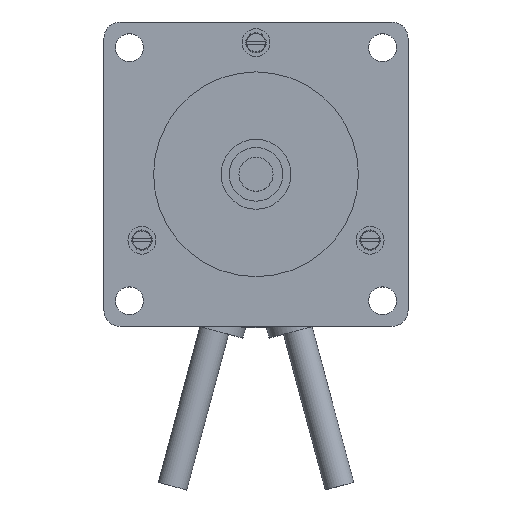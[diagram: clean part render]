
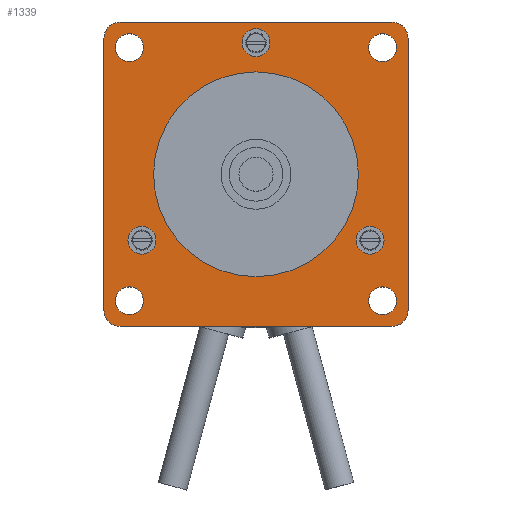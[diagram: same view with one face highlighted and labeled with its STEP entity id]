
A CAD part, top view. The second image highlights one B-rep face of the part: STEP entity #1339.
In plain terms, the highlighted planar face has unit normal (0, 0, 1).
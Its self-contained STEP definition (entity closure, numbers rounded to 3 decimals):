
#63=LINE('',#2392,#107);
#64=LINE('',#2396,#108);
#65=LINE('',#2400,#109);
#66=LINE('',#2404,#110);
#107=VECTOR('',#1936,10.);
#108=VECTOR('',#1939,10.);
#109=VECTOR('',#1942,10.);
#110=VECTOR('',#1945,10.);
#180=PLANE('',#1539);
#233=FACE_BOUND('',#472,.T.);
#234=FACE_BOUND('',#473,.T.);
#235=FACE_BOUND('',#474,.T.);
#236=FACE_BOUND('',#475,.T.);
#237=FACE_BOUND('',#476,.T.);
#238=FACE_BOUND('',#477,.T.);
#239=FACE_BOUND('',#478,.T.);
#240=FACE_BOUND('',#479,.T.);
#329=FACE_OUTER_BOUND('',#471,.T.);
#471=EDGE_LOOP('',(#1093,#1094,#1095,#1096,#1097,#1098,#1099,#1100));
#472=EDGE_LOOP('',(#1101));
#473=EDGE_LOOP('',(#1102));
#474=EDGE_LOOP('',(#1103));
#475=EDGE_LOOP('',(#1104));
#476=EDGE_LOOP('',(#1105));
#477=EDGE_LOOP('',(#1106));
#478=EDGE_LOOP('',(#1107));
#479=EDGE_LOOP('',(#1108));
#590=CIRCLE('',#1537,19.05);
#591=CIRCLE('',#1540,3.);
#592=CIRCLE('',#1541,3.);
#593=CIRCLE('',#1542,3.);
#594=CIRCLE('',#1543,3.);
#595=CIRCLE('',#1544,2.6);
#596=CIRCLE('',#1545,2.6);
#597=CIRCLE('',#1546,2.6);
#598=CIRCLE('',#1547,2.6);
#599=CIRCLE('',#1548,2.6);
#600=CIRCLE('',#1549,2.6);
#601=CIRCLE('',#1550,2.6);
#705=VERTEX_POINT('',#2386);
#706=VERTEX_POINT('',#2390);
#707=VERTEX_POINT('',#2391);
#708=VERTEX_POINT('',#2393);
#709=VERTEX_POINT('',#2395);
#710=VERTEX_POINT('',#2397);
#711=VERTEX_POINT('',#2399);
#712=VERTEX_POINT('',#2401);
#713=VERTEX_POINT('',#2403);
#714=VERTEX_POINT('',#2406);
#715=VERTEX_POINT('',#2408);
#716=VERTEX_POINT('',#2410);
#717=VERTEX_POINT('',#2412);
#718=VERTEX_POINT('',#2414);
#719=VERTEX_POINT('',#2416);
#720=VERTEX_POINT('',#2418);
#846=EDGE_CURVE('',#705,#705,#590,.T.);
#847=EDGE_CURVE('',#706,#707,#63,.T.);
#848=EDGE_CURVE('',#708,#706,#591,.T.);
#849=EDGE_CURVE('',#709,#708,#64,.T.);
#850=EDGE_CURVE('',#710,#709,#592,.T.);
#851=EDGE_CURVE('',#711,#710,#65,.T.);
#852=EDGE_CURVE('',#712,#711,#593,.T.);
#853=EDGE_CURVE('',#713,#712,#66,.T.);
#854=EDGE_CURVE('',#707,#713,#594,.T.);
#855=EDGE_CURVE('',#714,#714,#595,.T.);
#856=EDGE_CURVE('',#715,#715,#596,.T.);
#857=EDGE_CURVE('',#716,#716,#597,.T.);
#858=EDGE_CURVE('',#717,#717,#598,.T.);
#859=EDGE_CURVE('',#718,#718,#599,.T.);
#860=EDGE_CURVE('',#719,#719,#600,.T.);
#861=EDGE_CURVE('',#720,#720,#601,.T.);
#1093=ORIENTED_EDGE('',*,*,#847,.F.);
#1094=ORIENTED_EDGE('',*,*,#848,.F.);
#1095=ORIENTED_EDGE('',*,*,#849,.F.);
#1096=ORIENTED_EDGE('',*,*,#850,.F.);
#1097=ORIENTED_EDGE('',*,*,#851,.F.);
#1098=ORIENTED_EDGE('',*,*,#852,.F.);
#1099=ORIENTED_EDGE('',*,*,#853,.F.);
#1100=ORIENTED_EDGE('',*,*,#854,.F.);
#1101=ORIENTED_EDGE('',*,*,#855,.T.);
#1102=ORIENTED_EDGE('',*,*,#856,.T.);
#1103=ORIENTED_EDGE('',*,*,#857,.T.);
#1104=ORIENTED_EDGE('',*,*,#858,.T.);
#1105=ORIENTED_EDGE('',*,*,#859,.T.);
#1106=ORIENTED_EDGE('',*,*,#860,.T.);
#1107=ORIENTED_EDGE('',*,*,#861,.T.);
#1108=ORIENTED_EDGE('',*,*,#846,.T.);
#1339=ADVANCED_FACE('',(#329,#233,#234,#235,#236,#237,#238,#239,#240),#180,
 .T.);
#1537=AXIS2_PLACEMENT_3D('',#2387,#1930,#1931);
#1539=AXIS2_PLACEMENT_3D('',#2389,#1934,#1935);
#1540=AXIS2_PLACEMENT_3D('',#2394,#1937,#1938);
#1541=AXIS2_PLACEMENT_3D('',#2398,#1940,#1941);
#1542=AXIS2_PLACEMENT_3D('',#2402,#1943,#1944);
#1543=AXIS2_PLACEMENT_3D('',#2405,#1946,#1947);
#1544=AXIS2_PLACEMENT_3D('',#2407,#1948,#1949);
#1545=AXIS2_PLACEMENT_3D('',#2409,#1950,#1951);
#1546=AXIS2_PLACEMENT_3D('',#2411,#1952,#1953);
#1547=AXIS2_PLACEMENT_3D('',#2413,#1954,#1955);
#1548=AXIS2_PLACEMENT_3D('',#2415,#1956,#1957);
#1549=AXIS2_PLACEMENT_3D('',#2417,#1958,#1959);
#1550=AXIS2_PLACEMENT_3D('',#2419,#1960,#1961);
#1930=DIRECTION('center_axis',(0.,0.,
-1.));
#1931=DIRECTION('ref_axis',(-1.,0.,0.));
#1934=DIRECTION('center_axis',(0.,0.,
1.));
#1935=DIRECTION('ref_axis',(1.,0.,0.));
#1936=DIRECTION('',(1.,0.,0.));
#1937=DIRECTION('center_axis',(0.,0.,
-1.));
#1938=DIRECTION('ref_axis',(0.,-1.,0.));
#1939=DIRECTION('',(0.,1.,0.));
#1940=DIRECTION('center_axis',(0.,0.,
-1.));
#1941=DIRECTION('ref_axis',(1.,0.,0.));
#1942=DIRECTION('',(-1.,0.,0.));
#1943=DIRECTION('center_axis',(0.,0.,
-1.));
#1944=DIRECTION('ref_axis',(0.,1.,0.));
#1945=DIRECTION('',(0.,-1.,0.));
#1946=DIRECTION('center_axis',(0.,0.,
-1.));
#1947=DIRECTION('ref_axis',(-1.,0.,0.));
#1948=DIRECTION('center_axis',(0.,0.,
-1.));
#1949=DIRECTION('ref_axis',(-1.,0.,0.));
#1950=DIRECTION('center_axis',(0.,0.,
-1.));
#1951=DIRECTION('ref_axis',(-1.,0.,0.));
#1952=DIRECTION('center_axis',(0.,0.,
-1.));
#1953=DIRECTION('ref_axis',(-1.,0.,0.));
#1954=DIRECTION('center_axis',(0.,0.,
-1.));
#1955=DIRECTION('ref_axis',(-1.,0.,0.));
#1956=DIRECTION('center_axis',(0.,0.,
-1.));
#1957=DIRECTION('ref_axis',(-1.,0.,0.));
#1958=DIRECTION('center_axis',(0.,0.,
-1.));
#1959=DIRECTION('ref_axis',(-1.,0.,0.));
#1960=DIRECTION('center_axis',(0.,0.,
-1.));
#1961=DIRECTION('ref_axis',(-1.,0.,0.));
#2386=CARTESIAN_POINT('',(19.05,0.,45.5));
#2387=CARTESIAN_POINT('Origin',(0.,0.,
45.5));
#2389=CARTESIAN_POINT('Origin',(0.,0.,
45.5));
#2390=CARTESIAN_POINT('',(-25.3,28.3,45.5));
#2391=CARTESIAN_POINT('',(25.3,28.3,45.5));
#2392=CARTESIAN_POINT('',(-25.3,28.3,45.5));
#2393=CARTESIAN_POINT('',(-28.3,25.3,45.5));
#2394=CARTESIAN_POINT('Origin',(-25.3,25.3,45.5));
#2395=CARTESIAN_POINT('',(-28.3,-25.3,45.5));
#2396=CARTESIAN_POINT('',(-28.3,-25.3,45.5));
#2397=CARTESIAN_POINT('',(-25.3,-28.3,45.5));
#2398=CARTESIAN_POINT('Origin',(-25.3,-25.3,45.5));
#2399=CARTESIAN_POINT('',(25.3,-28.3,45.5));
#2400=CARTESIAN_POINT('',(25.3,-28.3,45.5));
#2401=CARTESIAN_POINT('',(28.3,-25.3,45.5));
#2402=CARTESIAN_POINT('Origin',(25.3,-25.3,45.5));
#2403=CARTESIAN_POINT('',(28.3,25.3,45.5));
#2404=CARTESIAN_POINT('',(28.3,25.3,45.5));
#2405=CARTESIAN_POINT('Origin',(25.3,25.3,45.5));
#2406=CARTESIAN_POINT('',(-20.95,-23.55,45.5));
#2407=CARTESIAN_POINT('Origin',(-23.55,-23.55,45.5));
#2408=CARTESIAN_POINT('',(-20.95,23.55,45.5));
#2409=CARTESIAN_POINT('Origin',(-23.55,23.55,45.5));
#2410=CARTESIAN_POINT('',(26.15,23.55,45.5));
#2411=CARTESIAN_POINT('Origin',(23.55,23.55,45.5));
#2412=CARTESIAN_POINT('',(26.15,-23.55,45.5));
#2413=CARTESIAN_POINT('Origin',(23.55,-23.55,45.5));
#2414=CARTESIAN_POINT('',(-18.618,-12.25,45.5));
#2415=CARTESIAN_POINT('Origin',(-21.218,-12.25,45.5));
#2416=CARTESIAN_POINT('',(23.818,-12.25,45.5));
#2417=CARTESIAN_POINT('Origin',(21.218,-12.25,45.5));
#2418=CARTESIAN_POINT('',(2.6,24.5,45.5));
#2419=CARTESIAN_POINT('Origin',(0.,24.5,45.5));
